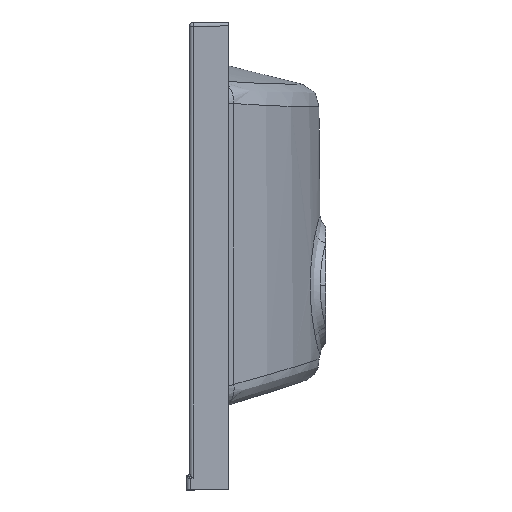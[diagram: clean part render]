
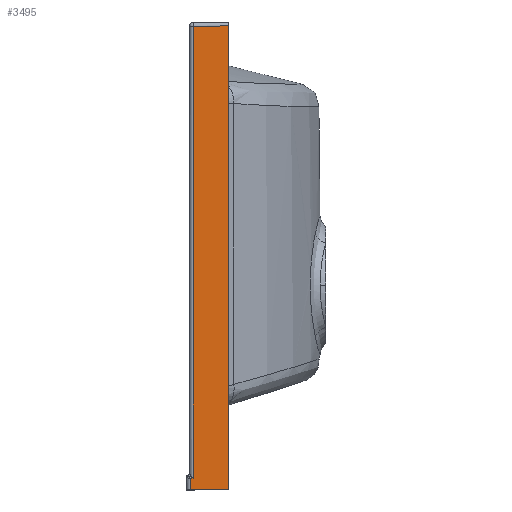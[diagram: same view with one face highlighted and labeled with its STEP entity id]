
A CAD part, left-side view. The second image highlights one B-rep face of the part: STEP entity #3495.
In plain terms, the highlighted planar face has unit normal (-1, 0.018, 0).
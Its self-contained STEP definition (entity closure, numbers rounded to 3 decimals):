
#155 = CARTESIAN_POINT ( 'NONE',  ( -499.568, -3.93, -477.827 ) ) ;
#156 = VERTEX_POINT ( 'NONE', #155 ) ;
#368 = LINE ( 'NONE', #3650, #5346 ) ;
#592 = EDGE_CURVE ( 'NONE', #156, #962, #1087, .T. ) ;
#701 = VECTOR ( 'NONE', #6109, 1000. ) ;
#800 = EDGE_CURVE ( 'NONE', #9221, #6659, #5801, .T. ) ;
#962 = VERTEX_POINT ( 'NONE', #9268 ) ;
#1034 = VECTOR ( 'NONE', #9172, 1000. ) ;
#1087 = LINE ( 'NONE', #4364, #7422 ) ;
#1180 = DIRECTION ( 'NONE',  ( -0.017, -1., 0. ) ) ;
#1307 = CARTESIAN_POINT ( 'NONE',  ( -499.568, -3.93, -14.452 ) ) ;
#1713 = DIRECTION ( 'NONE',  ( 0.017, 1., 0. ) ) ;
#1758 = VECTOR ( 'NONE', #1713, 1000. ) ;
#1989 = PLANE ( 'NONE',  #4785 ) ;
#2430 = ORIENTED_EDGE ( 'NONE', *, *, #800, .F. ) ;
#2503 = EDGE_CURVE ( 'NONE', #4295, #9976, #2642, .T. ) ;
#2642 = LINE ( 'NONE', #5909, #1034 ) ;
#2847 = CARTESIAN_POINT ( 'NONE',  ( -499.568, -3.93, -474.471 ) ) ;
#3495 = ADVANCED_FACE ( 'NONE', ( #9336 ), #1989, .T. ) ;
#3650 = CARTESIAN_POINT ( 'NONE',  ( -500.197, -40., -1460.156 ) ) ;
#3805 = ORIENTED_EDGE ( 'NONE', *, *, #5464, .T. ) ;
#3844 = LINE ( 'NONE', #7120, #6856 ) ;
#4295 = VERTEX_POINT ( 'NONE', #5119 ) ;
#4364 = CARTESIAN_POINT ( 'NONE',  ( -496.57, 167.82, -508.112 ) ) ;
#4785 = AXIS2_PLACEMENT_3D ( 'NONE', #5267, #8530, #1180 ) ;
#5119 = CARTESIAN_POINT ( 'NONE',  ( -500.197, -40., -14.012 ) ) ;
#5267 = CARTESIAN_POINT ( 'NONE',  ( -499.499, 0., -1460.156 ) ) ;
#5346 = VECTOR ( 'NONE', #6929, 1000. ) ;
#5352 = ORIENTED_EDGE ( 'NONE', *, *, #10229, .F. ) ;
#5461 = EDGE_LOOP ( 'NONE', ( #5352, #7007, #6878, #8048, #3805, #2430 ) ) ;
#5464 = EDGE_CURVE ( 'NONE', #962, #6659, #3844, .T. ) ;
#5801 = LINE ( 'NONE', #9062, #1758 ) ;
#5909 = CARTESIAN_POINT ( 'NONE',  ( -499.191, 17.655, -14.716 ) ) ;
#6109 = DIRECTION ( 'NONE',  ( 0., 0., -1. ) ) ;
#6659 = VERTEX_POINT ( 'NONE', #7927 ) ;
#6856 = VECTOR ( 'NONE', #10379, 1000. ) ;
#6878 = ORIENTED_EDGE ( 'NONE', *, *, #10230, .T. ) ;
#6929 = DIRECTION ( 'NONE',  ( 0., 0., -1. ) ) ;
#7007 = ORIENTED_EDGE ( 'NONE', *, *, #2503, .T. ) ;
#7120 = CARTESIAN_POINT ( 'NONE',  ( -499.515, -0.93, -1460.156 ) ) ;
#7422 = VECTOR ( 'NONE', #7632, 1000. ) ;
#7632 = DIRECTION ( 'NONE',  ( 0.017, 0.985, -0.174 ) ) ;
#7927 = CARTESIAN_POINT ( 'NONE',  ( -499.515, -0.93, -490. ) ) ;
#8048 = ORIENTED_EDGE ( 'NONE', *, *, #592, .T. ) ;
#8434 = CARTESIAN_POINT ( 'NONE',  ( -500.197, -40., -490. ) ) ;
#8530 = DIRECTION ( 'NONE',  ( -1., 0.017, 0. ) ) ;
#9062 = CARTESIAN_POINT ( 'NONE',  ( -501.533, -116.518, -490. ) ) ;
#9172 = DIRECTION ( 'NONE',  ( 0.017, 1., -0.012 ) ) ;
#9221 = VERTEX_POINT ( 'NONE', #8434 ) ;
#9268 = CARTESIAN_POINT ( 'NONE',  ( -499.515, -0.93, -478.356 ) ) ;
#9336 = FACE_OUTER_BOUND ( 'NONE', #5461, .T. ) ;
#9976 = VERTEX_POINT ( 'NONE', #1307 ) ;
#10182 = LINE ( 'NONE', #2847, #701 ) ;
#10229 = EDGE_CURVE ( 'NONE', #4295, #9221, #368, .T. ) ;
#10230 = EDGE_CURVE ( 'NONE', #9976, #156, #10182, .T. ) ;
#10379 = DIRECTION ( 'NONE',  ( 0., 0., -1. ) ) ;
